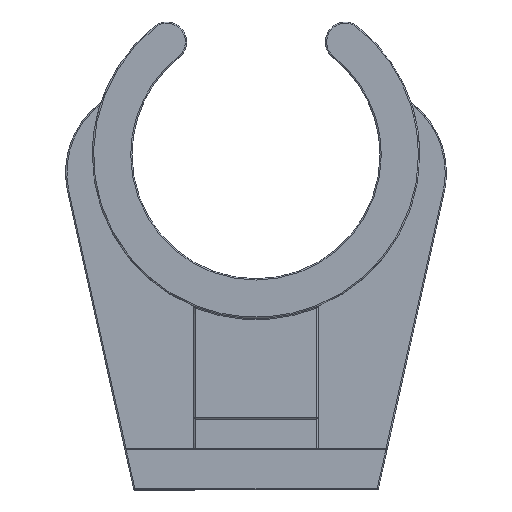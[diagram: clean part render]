
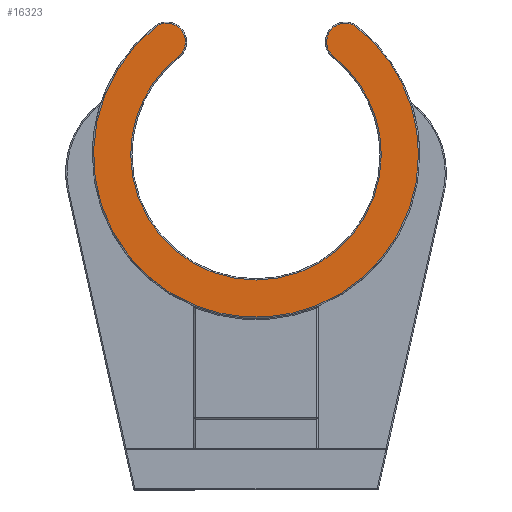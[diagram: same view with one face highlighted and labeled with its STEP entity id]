
A CAD part, top view. The second image highlights one B-rep face of the part: STEP entity #16323.
In plain terms, the highlighted planar face has unit normal (0, 0, 1).
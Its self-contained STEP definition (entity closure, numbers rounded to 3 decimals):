
#215 = CARTESIAN_POINT ( 'NONE',  ( 0., 0., 6.85 ) ) ;
#373 = EDGE_CURVE ( 'NONE', #19727, #5974, #1283, .T. ) ;
#413 = AXIS2_PLACEMENT_3D ( 'NONE', #2318, #14817, #2527 ) ;
#593 = AXIS2_PLACEMENT_3D ( 'NONE', #8360, #5278, #1937 ) ;
#684 = ORIENTED_EDGE ( 'NONE', *, *, #12869, .T. ) ;
#1283 = CIRCLE ( 'NONE', #3769, 13.1 ) ;
#1529 = CIRCLE ( 'NONE', #5233, 1.5 ) ;
#1820 = DIRECTION ( 'NONE',  ( 0., 0., 1. ) ) ;
#1853 = CIRCLE ( 'NONE', #19728, 13.1 ) ;
#1937 = DIRECTION ( 'NONE',  ( 1., 0., 0. ) ) ;
#2048 = DIRECTION ( 'NONE',  ( 0., 0., 1. ) ) ;
#2318 = CARTESIAN_POINT ( 'NONE',  ( -7.194, 9.1, 6.85 ) ) ;
#2343 = CARTESIAN_POINT ( 'NONE',  ( 0., 0., 6.85 ) ) ;
#2356 = VERTEX_POINT ( 'NONE', #18575 ) ;
#2527 = DIRECTION ( 'NONE',  ( 1., 0., 0. ) ) ;
#2815 = CARTESIAN_POINT ( 'NONE',  ( -10.1, 0., 6.85 ) ) ;
#3044 = VERTEX_POINT ( 'NONE', #7563 ) ;
#3704 = CIRCLE ( 'NONE', #413, 1.5 ) ;
#3769 = AXIS2_PLACEMENT_3D ( 'NONE', #215, #1820, #9535 ) ;
#3884 = DIRECTION ( 'NONE',  ( 1., 0., 0. ) ) ;
#3954 = DIRECTION ( 'NONE',  ( 1., 0., 0. ) ) ;
#4070 = VERTEX_POINT ( 'NONE', #2815 ) ;
#4354 = EDGE_CURVE ( 'NONE', #4720, #3044, #15958, .T. ) ;
#4366 = CIRCLE ( 'NONE', #18776, 10.1 ) ;
#4435 = EDGE_CURVE ( 'NONE', #17005, #4070, #4896, .T. ) ;
#4647 = CARTESIAN_POINT ( 'NONE',  ( 10.1, 0., 6.85 ) ) ;
#4720 = VERTEX_POINT ( 'NONE', #5756 ) ;
#4896 = CIRCLE ( 'NONE', #593, 10.1 ) ;
#4939 = PLANE ( 'NONE',  #13952 ) ;
#5233 = AXIS2_PLACEMENT_3D ( 'NONE', #13070, #17330, #9850 ) ;
#5253 = EDGE_CURVE ( 'NONE', #12070, #6175, #1529, .T. ) ;
#5278 = DIRECTION ( 'NONE',  ( 0., 0., -1. ) ) ;
#5670 = DIRECTION ( 'NONE',  ( 1., 0., 0. ) ) ;
#5715 = ORIENTED_EDGE ( 'NONE', *, *, #16887, .T. ) ;
#5756 = CARTESIAN_POINT ( 'NONE',  ( -5.694, 9.1, 6.85 ) ) ;
#5974 = VERTEX_POINT ( 'NONE', #17954 ) ;
#6016 = ORIENTED_EDGE ( 'NONE', *, *, #17290, .T. ) ;
#6175 = VERTEX_POINT ( 'NONE', #17115 ) ;
#6459 = CIRCLE ( 'NONE', #11514, 13.1 ) ;
#6500 = CARTESIAN_POINT ( 'NONE',  ( -7.194, 9.1, 6.85 ) ) ;
#6558 = DIRECTION ( 'NONE',  ( 1., 0., 0. ) ) ;
#6917 = CARTESIAN_POINT ( 'NONE',  ( 0., 0., 6.85 ) ) ;
#7167 = ORIENTED_EDGE ( 'NONE', *, *, #19614, .T. ) ;
#7563 = CARTESIAN_POINT ( 'NONE',  ( -8.124, 10.277, 6.85 ) ) ;
#7677 = CIRCLE ( 'NONE', #17650, 10.1 ) ;
#7728 = ORIENTED_EDGE ( 'NONE', *, *, #14460, .T. ) ;
#7781 = DIRECTION ( 'NONE',  ( 0., 0., 1. ) ) ;
#8218 = EDGE_CURVE ( 'NONE', #6175, #17005, #4366, .T. ) ;
#8315 = DIRECTION ( 'NONE',  ( 0., 0., 1. ) ) ;
#8360 = CARTESIAN_POINT ( 'NONE',  ( 0., 0., 6.85 ) ) ;
#8884 = DIRECTION ( 'NONE',  ( 0., 0., -1. ) ) ;
#8937 = ORIENTED_EDGE ( 'NONE', *, *, #4354, .T. ) ;
#9535 = DIRECTION ( 'NONE',  ( 1., 0., 0. ) ) ;
#9797 = ORIENTED_EDGE ( 'NONE', *, *, #5253, .T. ) ;
#9850 = DIRECTION ( 'NONE',  ( 1., 0., 0. ) ) ;
#10107 = DIRECTION ( 'NONE',  ( 1., 0., 0. ) ) ;
#10290 = CARTESIAN_POINT ( 'NONE',  ( -4.9, -12.149, 6.85 ) ) ;
#10410 = CARTESIAN_POINT ( 'NONE',  ( 8.124, 10.277, 6.85 ) ) ;
#11254 = CARTESIAN_POINT ( 'NONE',  ( -7.194, 9.1, 6.85 ) ) ;
#11514 = AXIS2_PLACEMENT_3D ( 'NONE', #2343, #13093, #3884 ) ;
#12070 = VERTEX_POINT ( 'NONE', #10410 ) ;
#12403 = CIRCLE ( 'NONE', #12478, 13.1 ) ;
#12478 = AXIS2_PLACEMENT_3D ( 'NONE', #6917, #8315, #3954 ) ;
#12869 = EDGE_CURVE ( 'NONE', #3044, #19727, #1853, .T. ) ;
#13070 = CARTESIAN_POINT ( 'NONE',  ( 7.194, 9.1, 6.85 ) ) ;
#13093 = DIRECTION ( 'NONE',  ( 0., 0., 1. ) ) ;
#13861 = CARTESIAN_POINT ( 'NONE',  ( 13.1, 0., 6.85 ) ) ;
#13906 = ORIENTED_EDGE ( 'NONE', *, *, #8218, .T. ) ;
#13952 = AXIS2_PLACEMENT_3D ( 'NONE', #11254, #2048, #6558 ) ;
#14460 = EDGE_CURVE ( 'NONE', #2356, #4720, #3704, .T. ) ;
#14798 = ORIENTED_EDGE ( 'NONE', *, *, #4435, .T. ) ;
#14817 = DIRECTION ( 'NONE',  ( 0., 0., 1. ) ) ;
#14866 = DIRECTION ( 'NONE',  ( 0., 0., -1. ) ) ;
#14868 = CARTESIAN_POINT ( 'NONE',  ( 0., 0., 6.85 ) ) ;
#15341 = FACE_OUTER_BOUND ( 'NONE', #19562, .T. ) ;
#15804 = DIRECTION ( 'NONE',  ( 0., 0., 1. ) ) ;
#15882 = DIRECTION ( 'NONE',  ( 1., 0., 0. ) ) ;
#15958 = CIRCLE ( 'NONE', #17820, 1.5 ) ;
#16323 = ADVANCED_FACE ( 'NONE', ( #15341 ), #4939, .T. ) ;
#16565 = VERTEX_POINT ( 'NONE', #13861 ) ;
#16887 = EDGE_CURVE ( 'NONE', #4070, #2356, #7677, .T. ) ;
#17005 = VERTEX_POINT ( 'NONE', #4647 ) ;
#17115 = CARTESIAN_POINT ( 'NONE',  ( 6.264, 7.923, 6.85 ) ) ;
#17290 = EDGE_CURVE ( 'NONE', #5974, #16565, #6459, .T. ) ;
#17330 = DIRECTION ( 'NONE',  ( 0., 0., 1. ) ) ;
#17650 = AXIS2_PLACEMENT_3D ( 'NONE', #14868, #8884, #5670 ) ;
#17820 = AXIS2_PLACEMENT_3D ( 'NONE', #6500, #7781, #18521 ) ;
#17954 = CARTESIAN_POINT ( 'NONE',  ( 4.9, -12.149, 6.85 ) ) ;
#18521 = DIRECTION ( 'NONE',  ( 1., 0., 0. ) ) ;
#18575 = CARTESIAN_POINT ( 'NONE',  ( -6.264, 7.923, 6.85 ) ) ;
#18776 = AXIS2_PLACEMENT_3D ( 'NONE', #19431, #14866, #10107 ) ;
#19033 = CARTESIAN_POINT ( 'NONE',  ( 0., 0., 6.85 ) ) ;
#19431 = CARTESIAN_POINT ( 'NONE',  ( 0., 0., 6.85 ) ) ;
#19562 = EDGE_LOOP ( 'NONE', ( #684, #19653, #6016, #7167, #9797, #13906, #14798, #5715, #7728, #8937 ) ) ;
#19614 = EDGE_CURVE ( 'NONE', #16565, #12070, #12403, .T. ) ;
#19653 = ORIENTED_EDGE ( 'NONE', *, *, #373, .T. ) ;
#19727 = VERTEX_POINT ( 'NONE', #10290 ) ;
#19728 = AXIS2_PLACEMENT_3D ( 'NONE', #19033, #15804, #15882 ) ;
